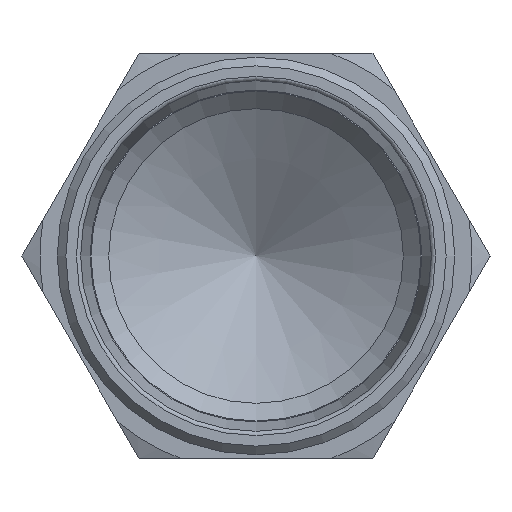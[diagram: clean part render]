
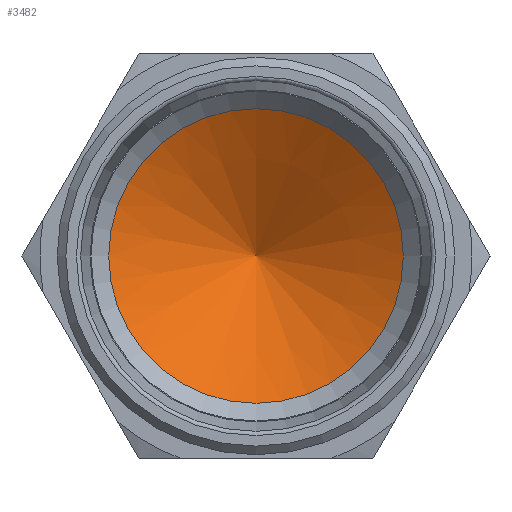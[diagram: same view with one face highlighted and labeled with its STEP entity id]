
A CAD part, left-side view. The second image highlights one B-rep face of the part: STEP entity #3482.
In plain terms, the highlighted conical face has half-angle 59 degrees and reference radius 7.795 mm.
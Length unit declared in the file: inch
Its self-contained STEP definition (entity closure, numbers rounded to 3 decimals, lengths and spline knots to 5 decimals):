
#3459=CARTESIAN_POINT('',(0.69,0.0,0.341));
#3460=VERTEX_POINT('',#3459);
#3461=CARTESIAN_POINT('',(0.69,0.0,0.0));
#3462=DIRECTION('',(-1.0,0.0,0.0));
#3463=DIRECTION('',(0.0,0.0,1.0));
#3464=AXIS2_PLACEMENT_3D('',#3461,#3462,#3463);
#3465=CIRCLE('',#3464,0.341);
#3466=EDGE_CURVE('',#3460,#3460,#3465,.T.);
#3474=CARTESIAN_POINT('',(0.71049,0.,0.));
#3475=DIRECTION('',(-1.0,0.,0.));
#3476=DIRECTION('',(0.,-0.581,-0.814));
#3477=AXIS2_PLACEMENT_3D('',#3474,#3475,#3476);
#3478=CONICAL_SURFACE('',#3477,0.3069,59.);
#3479=ORIENTED_EDGE('',*,*,#3466,.T.);
#3480=EDGE_LOOP('',(#3479));
#3481=FACE_OUTER_BOUND('',#3480,.T.);
#3482=ADVANCED_FACE('',(#3481),#3478,.F.);
